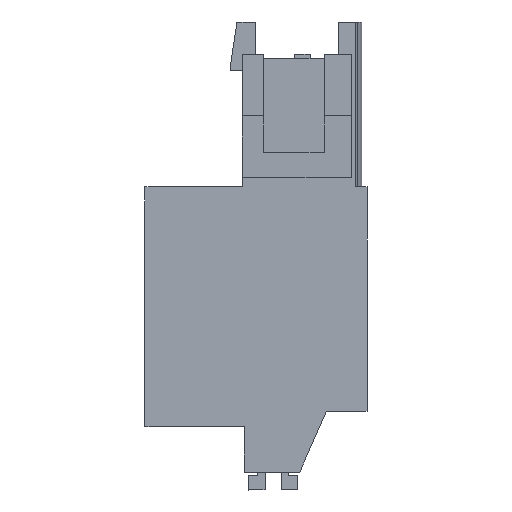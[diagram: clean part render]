
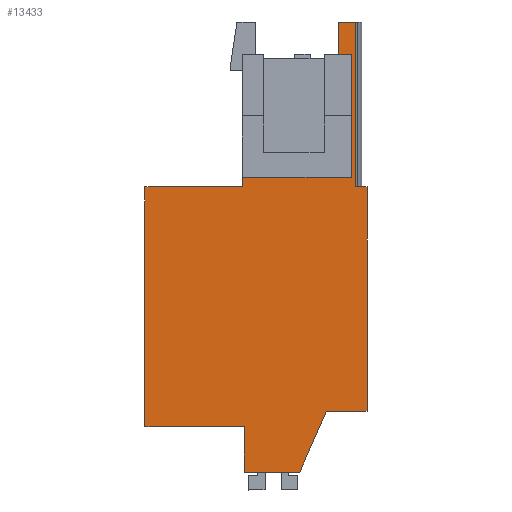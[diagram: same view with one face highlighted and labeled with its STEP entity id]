
A CAD part, left-side view. The second image highlights one B-rep face of the part: STEP entity #13433.
In plain terms, the highlighted planar face has unit normal (-1, 0, 0).
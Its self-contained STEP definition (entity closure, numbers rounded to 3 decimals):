
#13377=AXIS2_PLACEMENT_3D('Plane Axis2P3D',#13374,#13375,#13376) ;
#129=CARTESIAN_POINT('Vertex',(0.975,7.85,4.043)) ;
#295=CARTESIAN_POINT('Vertex',(0.975,7.85,1.143)) ;
#298=CARTESIAN_POINT('Line Origine',(0.975,7.85,2.593)) ;
#419=CARTESIAN_POINT('Vertex',(0.975,0.,5.043)) ;
#422=CARTESIAN_POINT('Line Origine',(0.975,1.3,5.043)) ;
#426=CARTESIAN_POINT('Vertex',(0.975,2.6,5.043)) ;
#1000=CARTESIAN_POINT('Vertex',(0.975,14.2,4.043)) ;
#1008=CARTESIAN_POINT('Line Origine',(0.975,11.025,4.043)) ;
#1751=CARTESIAN_POINT('Vertex',(0.975,0.,19.383)) ;
#1754=CARTESIAN_POINT('Line Origine',(0.975,0.,12.213)) ;
#2364=CARTESIAN_POINT('Vertex',(0.975,14.2,19.383)) ;
#2367=CARTESIAN_POINT('Line Origine',(0.975,14.2,11.713)) ;
#3113=CARTESIAN_POINT('Vertex',(0.975,7.968,19.383)) ;
#3116=CARTESIAN_POINT('Line Origine',(0.975,11.084,19.383)) ;
#3217=CARTESIAN_POINT('Line Origine',(0.975,7.968,19.96)) ;
#3221=CARTESIAN_POINT('Vertex',(0.975,7.968,20.538)) ;
#3712=CARTESIAN_POINT('Vertex',(0.975,1.848,29.933)) ;
#3715=CARTESIAN_POINT('Line Origine',(0.975,1.285,29.933)) ;
#3719=CARTESIAN_POINT('Vertex',(0.975,0.723,29.933)) ;
#4092=CARTESIAN_POINT('Vertex',(0.975,0.723,19.383)) ;
#4095=CARTESIAN_POINT('Line Origine',(0.975,0.361,19.383)) ;
#13348=CARTESIAN_POINT('Line Origine',(0.975,3.45,3.093)) ;
#13352=CARTESIAN_POINT('Vertex',(0.975,4.3,1.143)) ;
#13374=CARTESIAN_POINT('Axis2P3D Location',(0.975,6.8,19.383)) ;
#13379=CARTESIAN_POINT('Line Origine',(0.975,0.723,24.658)) ;
#13384=CARTESIAN_POINT('Line Origine',(0.975,1.848,28.63)) ;
#13388=CARTESIAN_POINT('Vertex',(0.975,1.848,27.328)) ;
#13391=CARTESIAN_POINT('Line Origine',(0.975,1.423,27.328)) ;
#13395=CARTESIAN_POINT('Vertex',(0.975,0.998,27.328)) ;
#13398=CARTESIAN_POINT('Line Origine',(0.975,0.998,23.933)) ;
#13402=CARTESIAN_POINT('Vertex',(0.975,0.998,20.538)) ;
#13405=CARTESIAN_POINT('Line Origine',(0.975,4.483,20.538)) ;
#13410=CARTESIAN_POINT('Line Origine',(0.975,6.075,1.143)) ;
#299=DIRECTION('Vector Direction',(0.,0.,-1.)) ;
#423=DIRECTION('Vector Direction',(0.,-1.,0.)) ;
#1009=DIRECTION('Vector Direction',(0.,-1.,0.)) ;
#1755=DIRECTION('Vector Direction',(0.,0.,1.)) ;
#2368=DIRECTION('Vector Direction',(0.,0.,-1.)) ;
#3117=DIRECTION('Vector Direction',(0.,1.,0.)) ;
#3218=DIRECTION('Vector Direction',(0.,0.,-1.)) ;
#3716=DIRECTION('Vector Direction',(0.,1.,0.)) ;
#4096=DIRECTION('Vector Direction',(0.,1.,0.)) ;
#13349=DIRECTION('Vector Direction',(0.,-0.4,0.917)) ;
#13375=DIRECTION('Axis2P3D Direction',(-1.,0.,0.)) ;
#13376=DIRECTION('Axis2P3D XDirection',(0.,1.,0.)) ;
#13380=DIRECTION('Vector Direction',(0.,0.,-1.)) ;
#13385=DIRECTION('Vector Direction',(0.,0.,1.)) ;
#13392=DIRECTION('Vector Direction',(0.,-1.,0.)) ;
#13399=DIRECTION('Vector Direction',(0.,0.,1.)) ;
#13406=DIRECTION('Vector Direction',(0.,1.,0.)) ;
#13411=DIRECTION('Vector Direction',(0.,-1.,0.)) ;
#300=VECTOR('Line Direction',#299,1.) ;
#424=VECTOR('Line Direction',#423,1.) ;
#1010=VECTOR('Line Direction',#1009,1.) ;
#1756=VECTOR('Line Direction',#1755,1.) ;
#2369=VECTOR('Line Direction',#2368,1.) ;
#3118=VECTOR('Line Direction',#3117,1.) ;
#3219=VECTOR('Line Direction',#3218,1.) ;
#3717=VECTOR('Line Direction',#3716,1.) ;
#4097=VECTOR('Line Direction',#4096,1.) ;
#13350=VECTOR('Line Direction',#13349,1.) ;
#13381=VECTOR('Line Direction',#13380,1.) ;
#13386=VECTOR('Line Direction',#13385,1.) ;
#13393=VECTOR('Line Direction',#13392,1.) ;
#13400=VECTOR('Line Direction',#13399,1.) ;
#13407=VECTOR('Line Direction',#13406,1.) ;
#13412=VECTOR('Line Direction',#13411,1.) ;
#13416=ORIENTED_EDGE('',*,*,#4099,.T.) ;
#13417=ORIENTED_EDGE('',*,*,#13383,.F.) ;
#13418=ORIENTED_EDGE('',*,*,#3721,.T.) ;
#13419=ORIENTED_EDGE('',*,*,#13390,.T.) ;
#13420=ORIENTED_EDGE('',*,*,#13397,.T.) ;
#13421=ORIENTED_EDGE('',*,*,#13404,.T.) ;
#13422=ORIENTED_EDGE('',*,*,#13409,.T.) ;
#13423=ORIENTED_EDGE('',*,*,#3223,.F.) ;
#13424=ORIENTED_EDGE('',*,*,#3120,.T.) ;
#13425=ORIENTED_EDGE('',*,*,#2371,.T.) ;
#13426=ORIENTED_EDGE('',*,*,#1012,.T.) ;
#13427=ORIENTED_EDGE('',*,*,#302,.T.) ;
#13428=ORIENTED_EDGE('',*,*,#13414,.T.) ;
#13429=ORIENTED_EDGE('',*,*,#13354,.T.) ;
#13430=ORIENTED_EDGE('',*,*,#428,.T.) ;
#13431=ORIENTED_EDGE('',*,*,#1758,.T.) ;
#13433=ADVANCED_FACE('HOUSING',(#13432),#13378,.T.) ;
#302=EDGE_CURVE('',#130,#296,#301,.T.) ;
#428=EDGE_CURVE('',#427,#420,#425,.T.) ;
#1012=EDGE_CURVE('',#1001,#130,#1011,.T.) ;
#1758=EDGE_CURVE('',#420,#1752,#1757,.T.) ;
#2371=EDGE_CURVE('',#2365,#1001,#2370,.T.) ;
#3120=EDGE_CURVE('',#3114,#2365,#3119,.T.) ;
#3223=EDGE_CURVE('',#3114,#3222,#3220,.F.) ;
#3721=EDGE_CURVE('',#3720,#3713,#3718,.T.) ;
#4099=EDGE_CURVE('',#1752,#4093,#4098,.T.) ;
#13354=EDGE_CURVE('',#13353,#427,#13351,.T.) ;
#13383=EDGE_CURVE('',#3720,#4093,#13382,.T.) ;
#13390=EDGE_CURVE('',#3713,#13389,#13387,.F.) ;
#13397=EDGE_CURVE('',#13389,#13396,#13394,.T.) ;
#13404=EDGE_CURVE('',#13396,#13403,#13401,.F.) ;
#13409=EDGE_CURVE('',#13403,#3222,#13408,.T.) ;
#13414=EDGE_CURVE('',#296,#13353,#13413,.T.) ;
#13415=EDGE_LOOP('',(#13416,#13417,#13418,#13419,#13420,#13421,#13422,#13423,#13424,#13425,#13426,#13427,#13428,#13429,#13430,#13431)) ;
#13432=FACE_OUTER_BOUND('',#13415,.T.) ;
#301=LINE('Line',#298,#300) ;
#425=LINE('Line',#422,#424) ;
#1011=LINE('Line',#1008,#1010) ;
#1757=LINE('Line',#1754,#1756) ;
#2370=LINE('Line',#2367,#2369) ;
#3119=LINE('Line',#3116,#3118) ;
#3220=LINE('Line',#3217,#3219) ;
#3718=LINE('Line',#3715,#3717) ;
#4098=LINE('Line',#4095,#4097) ;
#13351=LINE('Line',#13348,#13350) ;
#13382=LINE('Line',#13379,#13381) ;
#13387=LINE('Line',#13384,#13386) ;
#13394=LINE('Line',#13391,#13393) ;
#13401=LINE('Line',#13398,#13400) ;
#13408=LINE('Line',#13405,#13407) ;
#13413=LINE('Line',#13410,#13412) ;
#13378=PLANE('',#13377) ;
#130=VERTEX_POINT('',#129) ;
#296=VERTEX_POINT('',#295) ;
#420=VERTEX_POINT('',#419) ;
#427=VERTEX_POINT('',#426) ;
#1001=VERTEX_POINT('',#1000) ;
#1752=VERTEX_POINT('',#1751) ;
#2365=VERTEX_POINT('',#2364) ;
#3114=VERTEX_POINT('',#3113) ;
#3222=VERTEX_POINT('',#3221) ;
#3713=VERTEX_POINT('',#3712) ;
#3720=VERTEX_POINT('',#3719) ;
#4093=VERTEX_POINT('',#4092) ;
#13353=VERTEX_POINT('',#13352) ;
#13389=VERTEX_POINT('',#13388) ;
#13396=VERTEX_POINT('',#13395) ;
#13403=VERTEX_POINT('',#13402) ;
